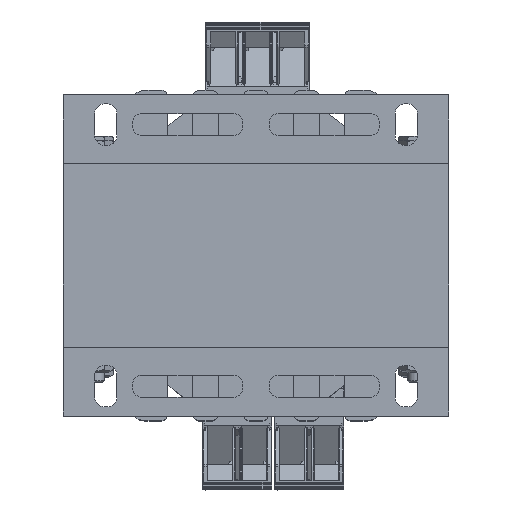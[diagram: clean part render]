
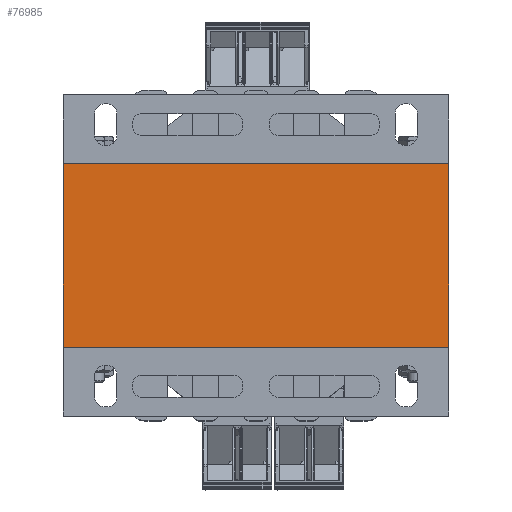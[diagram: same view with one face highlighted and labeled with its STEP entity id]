
A CAD part, top view. The second image highlights one B-rep face of the part: STEP entity #76985.
In plain terms, the highlighted planar face has unit normal (0, 0, 1).
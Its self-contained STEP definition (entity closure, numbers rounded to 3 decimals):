
#2536=FACE_OUTER_BOUND('',#6478,.T.);
#6478=EDGE_LOOP('',(#48087,#48088,#48089,#48090));
#10573=LINE('',#106206,#20176);
#10604=LINE('',#106284,#20207);
#10605=LINE('',#106286,#20208);
#10606=LINE('',#106287,#20209);
#20176=VECTOR('',#86337,1.);
#20207=VECTOR('',#86410,1.);
#20208=VECTOR('',#86411,1.);
#20209=VECTOR('',#86412,1.);
#29778=VERTEX_POINT('',#106202);
#29780=VERTEX_POINT('',#106205);
#29806=VERTEX_POINT('',#106283);
#29807=VERTEX_POINT('',#106285);
#36974=EDGE_CURVE('',#29780,#29778,#10573,.T.);
#37013=EDGE_CURVE('',#29806,#29778,#10604,.T.);
#37014=EDGE_CURVE('',#29806,#29807,#10605,.T.);
#37015=EDGE_CURVE('',#29807,#29780,#10606,.T.);
#48087=ORIENTED_EDGE('',*,*,#37013,.F.);
#48088=ORIENTED_EDGE('',*,*,#37014,.T.);
#48089=ORIENTED_EDGE('',*,*,#37015,.T.);
#48090=ORIENTED_EDGE('',*,*,#36974,.T.);
#70132=PLANE('',#81220);
#76985=ADVANCED_FACE('',(#2536),#70132,.T.);
#81220=AXIS2_PLACEMENT_3D('',#106282,#86408,#86409);
#86337=DIRECTION('',(1.,0.,0.));
#86408=DIRECTION('center_axis',(0.,0.,1.));
#86409=DIRECTION('ref_axis',(0.,-1.,0.));
#86410=DIRECTION('',(0.,-1.,0.));
#86411=DIRECTION('',(-1.,0.,0.));
#86412=DIRECTION('',(0.,-1.,0.));
#106202=CARTESIAN_POINT('',(-23.95,72.985,-92.158));
#106205=CARTESIAN_POINT('',(-107.95,72.985,-92.158));
#106206=CARTESIAN_POINT('',(-23.95,72.985,-92.158));
#106282=CARTESIAN_POINT('Origin',(-107.95,112.985,-92.158));
#106283=CARTESIAN_POINT('',(-23.95,112.985,-92.158));
#106284=CARTESIAN_POINT('',(-23.95,112.985,-92.158));
#106285=CARTESIAN_POINT('',(-107.95,112.985,-92.158));
#106286=CARTESIAN_POINT('',(-23.95,112.985,-92.158));
#106287=CARTESIAN_POINT('',(-107.95,112.985,-92.158));
